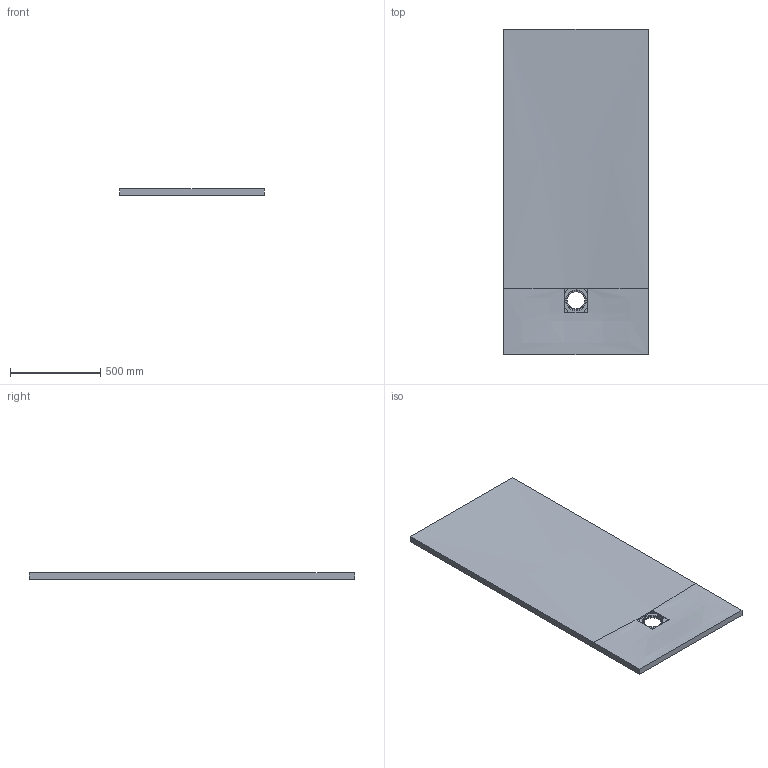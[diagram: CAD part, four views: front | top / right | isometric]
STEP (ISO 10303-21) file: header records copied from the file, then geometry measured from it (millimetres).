
FILE_DESCRIPTION(/* description */ (''),/* implementation_level */ '2;1');
FILE_NAME(/* name */ '800-1800.stp',/* time_stamp */ '2021-01-27T13:43:29+08:00',/* author */ (''),/* organization */ (''),/* preprocessor_version */ 'ST-DEVELOPER v11',/* originating_system */ 'SIEMENS UGS NX 6.0',/* authorisation */ '');
FILE_SCHEMA (('CONFIG_CONTROL_DESIGN'));
Length unit declared in the file: millimetre
Products named in the file (1): Admi1D84re9p
Bounding box: 800 x 1800 x 35 mm (x, y, z)
Volume: 19298382.9 mm3; surface area: 3594242.4 mm2
Topology: 1 solids, 1 shells, 279 faces, 674 edges, 445 vertices
Faces by surface type: plane 174, bspline 89, cylinder 13, torus 3
Full cylindrical faces by diameter (mm): 95 x1, 111 x1, 120 x1
Entity records: 13062 total; most frequent: CARTESIAN_POINT 7309, ORIENTED_EDGE 1336, DIRECTION 772, EDGE_CURVE 668, VERTEX_POINT 445, LINE 336, VECTOR 336, EDGE_LOOP 335
